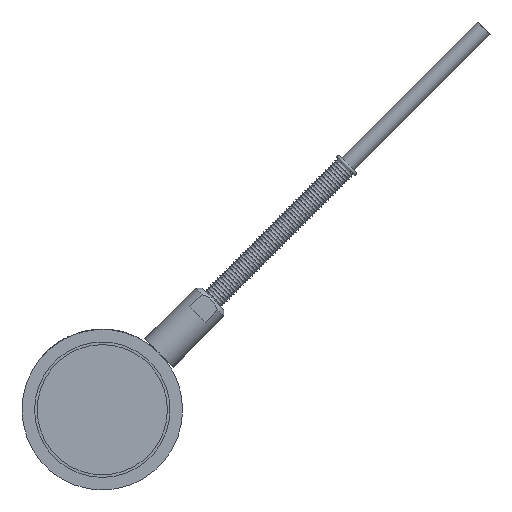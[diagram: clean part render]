
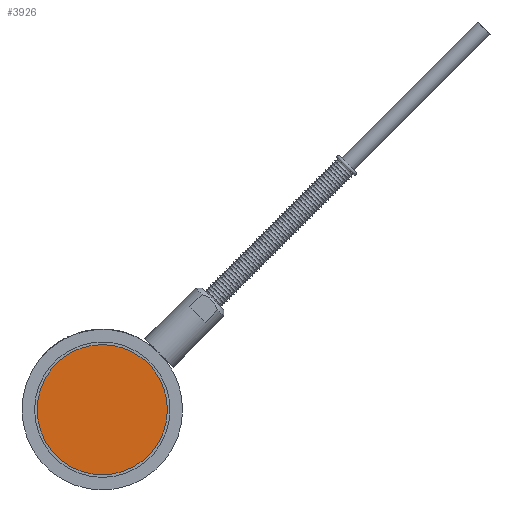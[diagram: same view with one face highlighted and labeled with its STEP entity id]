
A CAD part, front view. The second image highlights one B-rep face of the part: STEP entity #3926.
In plain terms, the highlighted planar face has unit normal (0, -1, 0).
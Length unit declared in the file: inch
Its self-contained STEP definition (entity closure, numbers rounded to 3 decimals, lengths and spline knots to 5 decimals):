
#193=PLANE('',#4198);
#356=FACE_OUTER_BOUND('',#587,.T.);
#587=EDGE_LOOP('',(#3083));
#841=CIRCLE('',#4077,0.3);
#1527=VERTEX_POINT('',#6043);
#1921=EDGE_CURVE('',#1527,#1527,#841,.T.);
#3083=ORIENTED_EDGE('',*,*,#1921,.F.);
#3926=ADVANCED_FACE('',(#356),#193,.T.);
#4077=AXIS2_PLACEMENT_3D('',#6045,#4604,#4605);
#4198=AXIS2_PLACEMENT_3D('',#7770,#4965,#4966);
#4604=DIRECTION('center_axis',(0.,1.,0.));
#4605=DIRECTION('ref_axis',(1.,0.,0.));
#4965=DIRECTION('center_axis',(0.,-1.,0.));
#4966=DIRECTION('ref_axis',(0.,0.,-1.));
#6043=CARTESIAN_POINT('',(-0.3,0.01,0.));
#6045=CARTESIAN_POINT('Origin',(0.,0.01,
0.));
#7770=CARTESIAN_POINT('Origin',(0.,0.01,
0.));
